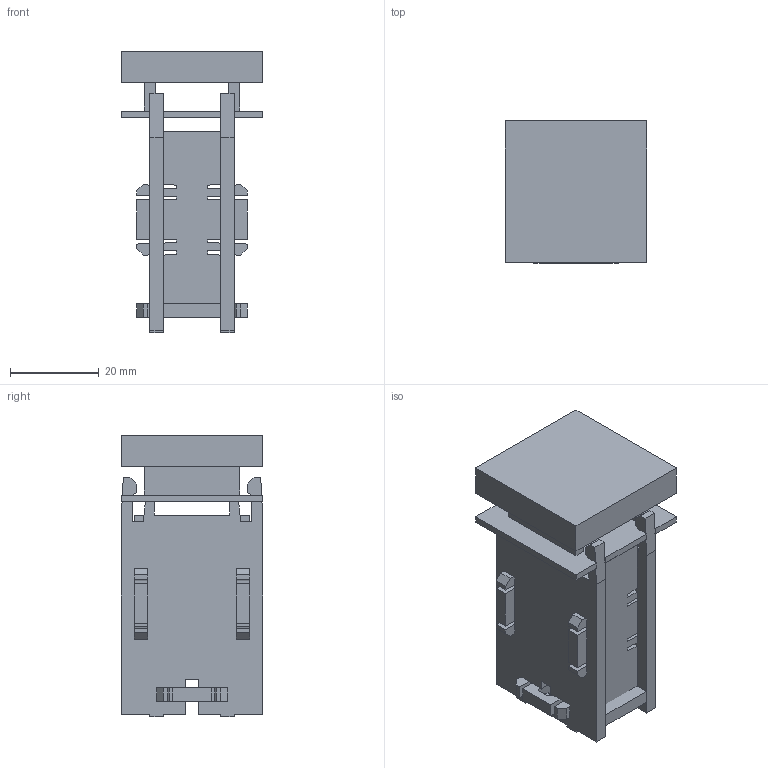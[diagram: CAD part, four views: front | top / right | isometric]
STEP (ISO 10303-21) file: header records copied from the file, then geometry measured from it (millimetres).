
FILE_DESCRIPTION(/* description */ (''),/* implementation_level */ '2;1');
FILE_NAME(/* name */ 'matrix_module_new_3D',/* time_stamp */ '2017-05-08T10:02:16+02:00',/* author */ (''),/* organization */ (''),/* preprocessor_version */ 'ST-DEVELOPER v15',/* originating_system */ '',/* authorisation */ '');
FILE_SCHEMA (('AUTOMOTIVE_DESIGN'));
Length unit declared in the file: millimetre
Products named in the file (1): Document
Bounding box: 32 x 32 x 63.49 mm (x, y, z)
Volume: 22872.7 mm3; surface area: 19141.6 mm2
Topology: 9 solids, 9 shells, 342 faces, 1657 edges, 903 vertices
Faces by surface type: plane 330, bspline 12
Entity records: 18052 total; most frequent: CARTESIAN_POINT 6376, ORIENTED_EDGE 1944, B_SPLINE_CURVE_WITH_KNOTS 1109, EDGE_CURVE 972, DIRECTION 802, COLOUR_RGB 694, PRESENTATION_STYLE_ASSIGNMENT 694, STYLED_ITEM 694
